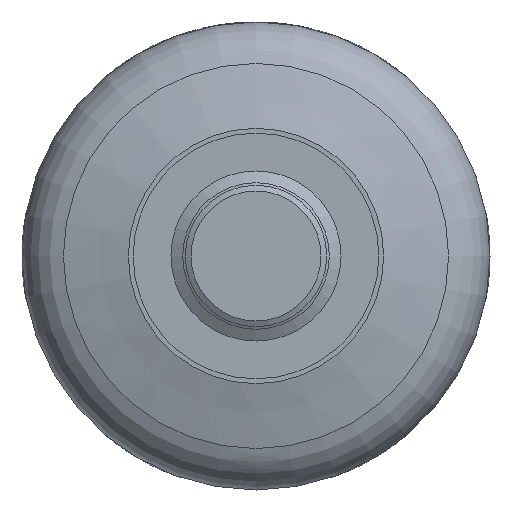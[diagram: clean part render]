
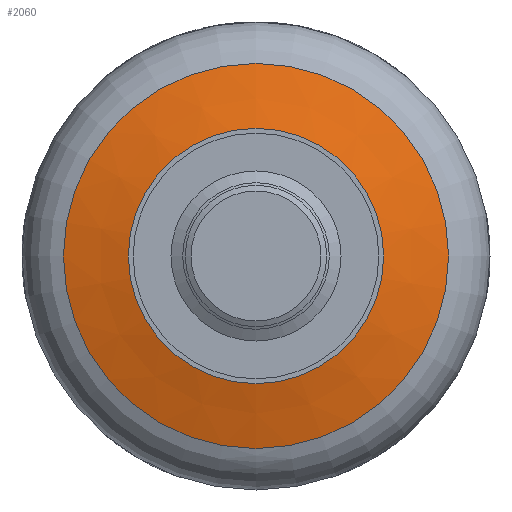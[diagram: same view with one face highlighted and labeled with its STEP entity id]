
A CAD part, front view. The second image highlights one B-rep face of the part: STEP entity #2060.
In plain terms, the highlighted conical face has half-angle 75 degrees and reference radius 5.774 mm.
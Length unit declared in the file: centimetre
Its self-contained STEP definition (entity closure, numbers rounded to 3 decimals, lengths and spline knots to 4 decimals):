
#367=CONICAL_SURFACE($,#2283,0.5774,1.309);
#436=FACE_BOUND($,#710,.T.);
#506=FACE_OUTER_BOUND($,#709,.T.);
#709=EDGE_LOOP($,(#1573));
#710=EDGE_LOOP($,(#1574));
#913=CIRCLE($,#2282,0.5774);
#914=CIRCLE($,#2284,0.9051);
#1064=VERTEX_POINT($,#3779);
#1065=VERTEX_POINT($,#3782);
#1269=EDGE_CURVE($,#1064,#1064,#913,.T.);
#1270=EDGE_CURVE($,#1065,#1065,#914,.T.);
#1573=ORIENTED_EDGE($,*,*,#1270,.T.);
#1574=ORIENTED_EDGE($,*,*,#1269,.F.);
#2060=ADVANCED_FACE($,(#506,#436),#367,.T.);
#2282=AXIS2_PLACEMENT_3D($,#3780,#2673,#2674);
#2283=AXIS2_PLACEMENT_3D($,#3781,#2675,#2676);
#2284=AXIS2_PLACEMENT_3D($,#3783,#2677,#2678);
#2673=DIRECTION('center_axis',(0.,-1.,0.));
#2674=DIRECTION('ref_axis',(0.,0.,-1.));
#2675=DIRECTION('center_axis',(0.,1.,0.));
#2676=DIRECTION('ref_axis',(0.,0.,1.));
#2677=DIRECTION('center_axis',(0.,-1.,0.));
#2678=DIRECTION('ref_axis',(0.,0.,-1.));
#3779=CARTESIAN_POINT('',(0.,-0.0878,-0.5774));
#3780=CARTESIAN_POINT('Origin',(0.,-0.0878,0.));
#3781=CARTESIAN_POINT('Origin',(0.,-0.0878,0.));
#3782=CARTESIAN_POINT('',(0.,0.,-0.9051));
#3783=CARTESIAN_POINT('Origin',(0.,0.,0.));
